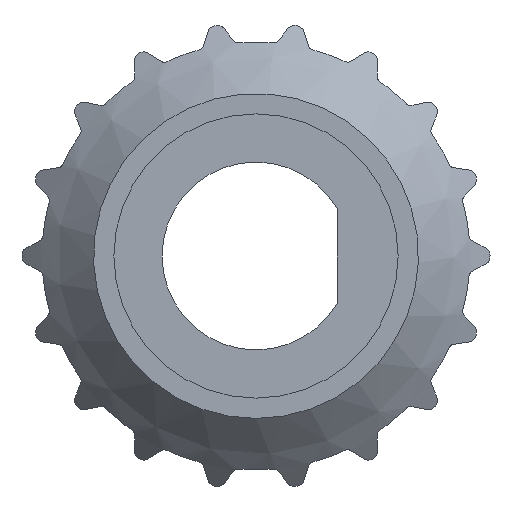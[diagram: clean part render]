
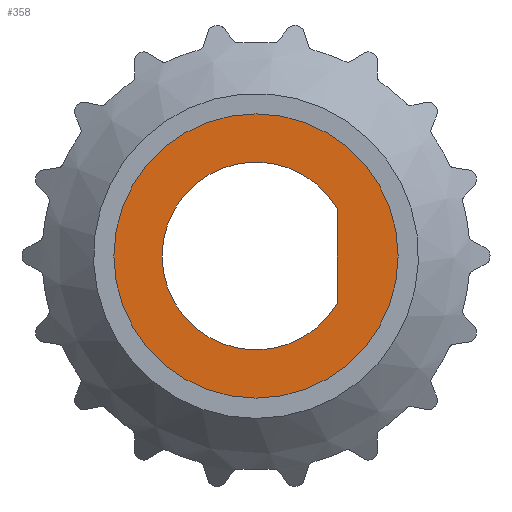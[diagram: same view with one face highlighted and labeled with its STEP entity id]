
A CAD part, front view. The second image highlights one B-rep face of the part: STEP entity #358.
In plain terms, the highlighted planar face has unit normal (0, -1, 0).
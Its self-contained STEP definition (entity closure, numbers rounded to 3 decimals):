
#118 = EDGE_CURVE ( 'NONE', #1165, #4023, #1655, .T. ) ;
#166 = CARTESIAN_POINT ( 'NONE',  ( 8., 0., 4.644 ) ) ;
#189 = CIRCLE ( 'NONE', #4647, 9.25 ) ;
#293 = ORIENTED_EDGE ( 'NONE', *, *, #118, .T. ) ;
#358 = ADVANCED_FACE ( 'NONE', ( #672, #1484 ), #2192, .T. ) ;
#651 = CARTESIAN_POINT ( 'NONE',  ( 0., 0., 0. ) ) ;
#672 = FACE_BOUND ( 'NONE', #2938, .T. ) ;
#674 = DIRECTION ( 'NONE',  ( 0., -1., 0. ) ) ;
#1009 = CARTESIAN_POINT ( 'NONE',  ( 0., 0., 0. ) ) ;
#1135 = EDGE_CURVE ( 'NONE', #1172, #1172, #3223, .T. ) ;
#1157 = DIRECTION ( 'NONE',  ( 0., 0., -1. ) ) ;
#1165 = VERTEX_POINT ( 'NONE', #166 ) ;
#1172 = VERTEX_POINT ( 'NONE', #2038 ) ;
#1200 = AXIS2_PLACEMENT_3D ( 'NONE', #1009, #4136, #3315 ) ;
#1484 = FACE_OUTER_BOUND ( 'NONE', #4283, .T. ) ;
#1501 = ORIENTED_EDGE ( 'NONE', *, *, #3835, .F. ) ;
#1655 = LINE ( 'NONE', #2341, #4310 ) ;
#2038 = CARTESIAN_POINT ( 'NONE',  ( 0., 0., -14. ) ) ;
#2192 = PLANE ( 'NONE',  #2282 ) ;
#2282 = AXIS2_PLACEMENT_3D ( 'NONE', #3817, #3419, #5018 ) ;
#2341 = CARTESIAN_POINT ( 'NONE',  ( 8., 0., 4.644 ) ) ;
#2938 = EDGE_LOOP ( 'NONE', ( #293, #1501 ) ) ;
#3223 = CIRCLE ( 'NONE', #1200, 14. ) ;
#3315 = DIRECTION ( 'NONE',  ( 0., 0., -1. ) ) ;
#3419 = DIRECTION ( 'NONE',  ( 0., -1., 0. ) ) ;
#3817 = CARTESIAN_POINT ( 'NONE',  ( 14., 0., 0. ) ) ;
#3835 = EDGE_CURVE ( 'NONE', #1165, #4023, #189, .T. ) ;
#3870 = DIRECTION ( 'NONE',  ( 0., 0., -1. ) ) ;
#4010 = CARTESIAN_POINT ( 'NONE',  ( 8., 0., -4.644 ) ) ;
#4023 = VERTEX_POINT ( 'NONE', #4010 ) ;
#4136 = DIRECTION ( 'NONE',  ( 0., -1., 0. ) ) ;
#4283 = EDGE_LOOP ( 'NONE', ( #4623 ) ) ;
#4310 = VECTOR ( 'NONE', #1157, 1000. ) ;
#4623 = ORIENTED_EDGE ( 'NONE', *, *, #1135, .T. ) ;
#4647 = AXIS2_PLACEMENT_3D ( 'NONE', #651, #674, #3870 ) ;
#5018 = DIRECTION ( 'NONE',  ( 0., 0., -1. ) ) ;
